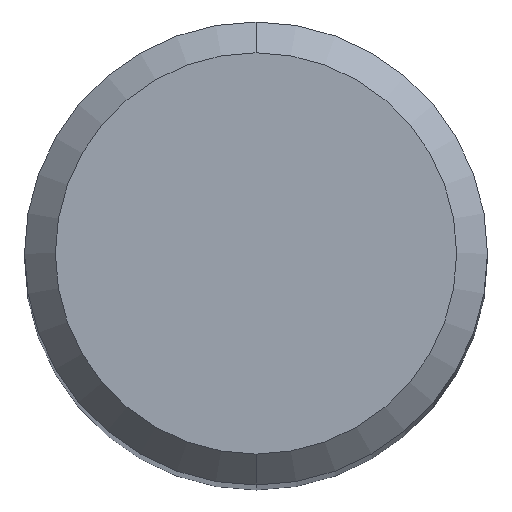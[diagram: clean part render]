
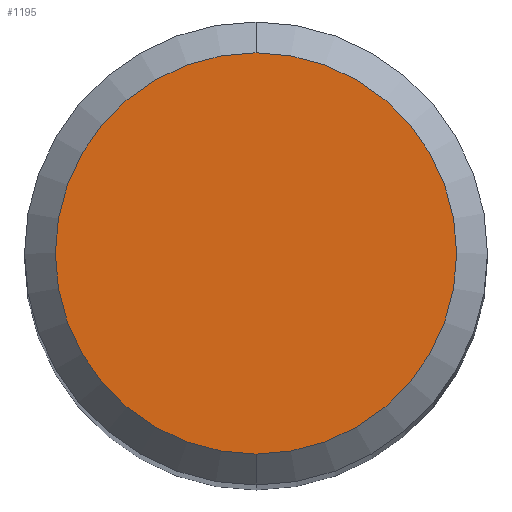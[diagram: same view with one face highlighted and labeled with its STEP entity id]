
A CAD part, top view. The second image highlights one B-rep face of the part: STEP entity #1195.
In plain terms, the highlighted planar face has unit normal (0, 0, 1).
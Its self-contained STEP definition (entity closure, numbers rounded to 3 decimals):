
#535=VERTEX_POINT('',#1480);
#609=EDGE_CURVE('',#1151,#535,#1560,.T.);
#1151=VERTEX_POINT('',#2155);
#1195=ADVANCED_FACE('',(#2203),#2204,.T.);
#1267=EDGE_CURVE('',#535,#1151,#2278,.T.);
#1480=CARTESIAN_POINT('',(0.,-2.6,0.0));
#1560=CIRCLE('',#3929,2.6);
#2155=CARTESIAN_POINT('',(0.0,2.6,0.0));
#2203=FACE_OUTER_BOUND('',#11689,.T.);
#2204=PLANE('',#11690);
#2278=CIRCLE('',#11871,2.6);
#3929=AXIS2_PLACEMENT_3D('',#13151,#13152,#13153);
#11689=EDGE_LOOP('',(#13805,#13806));
#11690=AXIS2_PLACEMENT_3D('',#13807,#13808,#13809);
#11871=AXIS2_PLACEMENT_3D('',#13871,#13872,#13873);
#13151=CARTESIAN_POINT('',(0.0,0.0,0.0));
#13152=DIRECTION('',(0.0,0.0,-1.0));
#13153=DIRECTION('',(0.0,1.0,0.0));
#13805=ORIENTED_EDGE('',*,*,#609,.F.);
#13806=ORIENTED_EDGE('',*,*,#1267,.F.);
#13807=CARTESIAN_POINT('',(0.0,1.3,0.0));
#13808=DIRECTION('',(-0.0,0.0,1.0));
#13809=DIRECTION('',(0.0,-1.0,0.0));
#13871=CARTESIAN_POINT('',(0.0,0.0,0.0));
#13872=DIRECTION('',(0.0,0.0,-1.0));
#13873=DIRECTION('',(0.0,1.0,0.0));
